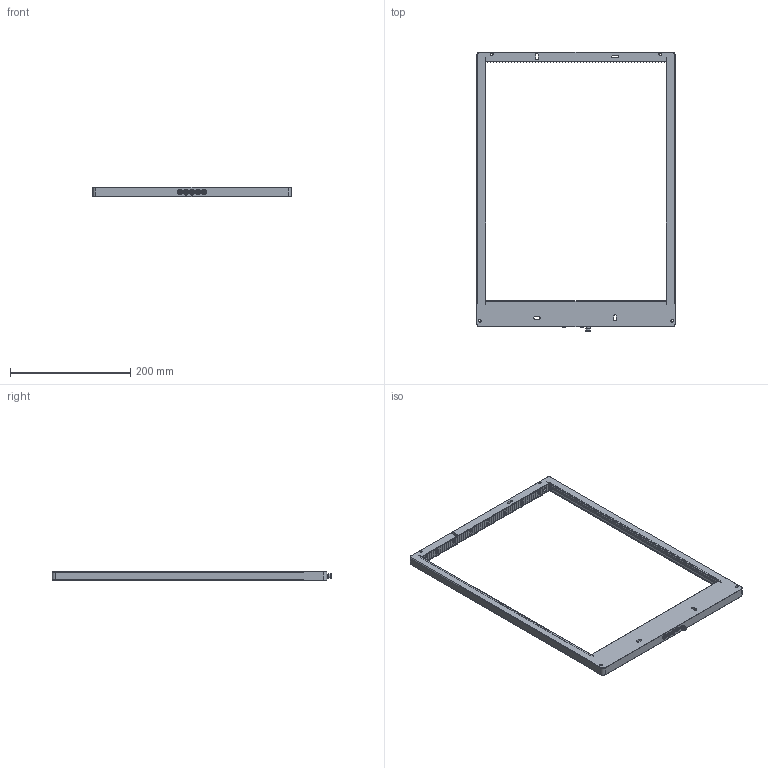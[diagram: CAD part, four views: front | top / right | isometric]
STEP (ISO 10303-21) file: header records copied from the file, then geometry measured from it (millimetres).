
FILE_DESCRIPTION(/* description */ (''),/* implementation_level */ '2;1');
FILE_NAME(/* name */ 'OGWSD 300.stp',/* time_stamp */ '2022-04-27T10:42:18+02:00',/* author */ ('ck'),/* organization */ ('di-soric GmbH & Co. KG'),/* preprocessor_version */ 'ST-DEVELOPER v18.1',/* originating_system */ 'Autodesk Inventor 2022',/* authorisation */ '');
FILE_SCHEMA (('AUTOMOTIVE_DESIGN { 1 0 10303 214 3 1 1 }'));
Length unit declared in the file: millimetre
Products named in the file (1): OGWSD 300
Bounding box: 330 x 465.5 x 15 mm (x, y, z)
Volume: 453088.6 mm3; surface area: 138587.8 mm2
Topology: 1 solids, 4 shells, 808 faces, 1962 edges, 1194 vertices
Faces by surface type: plane 429, cylinder 219, cone 149, torus 8, sphere 3
Full cylindrical faces by diameter (mm): 1 x3, 1.8 x2, 2 x2, 2.1 x2, 4.3 x10, 5.5 x2, 5.8 x1, 6 x2, 6.4 x1, 6.6 x4, 6.7 x4, 6.9 x1, 7.2 x1, 7.3 x2, 8 x3, 8.5 x2, 8.6 x2
Entity records: 23415 total; most frequent: CARTESIAN_POINT 4907, ORIENTED_EDGE 3898, DIRECTION 3872, EDGE_CURVE 1949, AXIS2_PLACEMENT_3D 1423, VERTEX_POINT 1194, LINE 1026, VECTOR 1026
